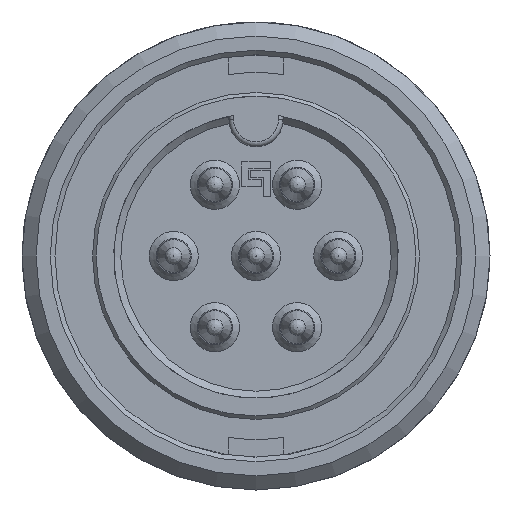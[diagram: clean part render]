
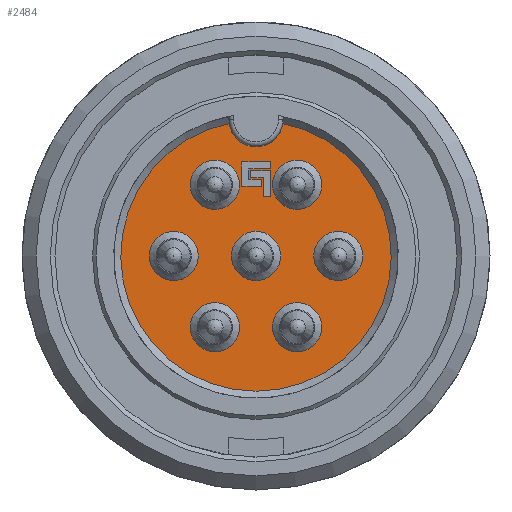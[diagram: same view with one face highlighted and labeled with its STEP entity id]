
A CAD part, left-side view. The second image highlights one B-rep face of the part: STEP entity #2484.
In plain terms, the highlighted planar face has unit normal (-1, 0, 0).
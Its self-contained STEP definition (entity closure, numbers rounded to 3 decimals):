
#572=LINE('',#11477,#1187);
#573=LINE('',#11480,#1188);
#574=LINE('',#11482,#1189);
#575=LINE('',#11484,#1190);
#576=LINE('',#11486,#1191);
#577=LINE('',#11488,#1192);
#578=LINE('',#11490,#1193);
#579=LINE('',#11492,#1194);
#580=LINE('',#11497,#1195);
#581=LINE('',#11500,#1196);
#582=LINE('',#11502,#1197);
#583=LINE('',#11504,#1198);
#584=LINE('',#11506,#1199);
#585=LINE('',#11508,#1200);
#1187=VECTOR('',#8570,1.);
#1188=VECTOR('',#8571,1.);
#1189=VECTOR('',#8572,1.);
#1190=VECTOR('',#8573,1.);
#1191=VECTOR('',#8574,1.);
#1192=VECTOR('',#8575,1.);
#1193=VECTOR('',#8576,1.);
#1194=VECTOR('',#8577,1.);
#1195=VECTOR('',#8582,1.);
#1196=VECTOR('',#8583,1.);
#1197=VECTOR('',#8584,1.);
#1198=VECTOR('',#8585,1.);
#1199=VECTOR('',#8586,1.);
#1200=VECTOR('',#8587,1.);
#2134=PLANE('',#7269);
#2484=ADVANCED_FACE('',(#2656,#2657,#2658,#2659,#2660,#2661,#2662,#2663,
#2664,#2665),#2134,.F.);
#2656=FACE_BOUND('',#3053,.T.);
#2657=FACE_BOUND('',#3054,.T.);
#2658=FACE_BOUND('',#3055,.T.);
#2659=FACE_BOUND('',#3056,.T.);
#2660=FACE_BOUND('',#3057,.T.);
#2661=FACE_BOUND('',#3058,.T.);
#2662=FACE_BOUND('',#3059,.T.);
#2663=FACE_BOUND('',#3060,.T.);
#2664=FACE_BOUND('',#3061,.T.);
#2665=FACE_BOUND('',#3062,.T.);
#3053=EDGE_LOOP('',(#4788));
#3054=EDGE_LOOP('',(#4789));
#3055=EDGE_LOOP('',(#4790));
#3056=EDGE_LOOP('',(#4791));
#3057=EDGE_LOOP('',(#4792));
#3058=EDGE_LOOP('',(#4793));
#3059=EDGE_LOOP('',(#4794));
#3060=EDGE_LOOP('',(#4795,#4796,#4797,#4798,#4799,#4800,#4801,#4802));
#3061=EDGE_LOOP('',(#4803,#4804));
#3062=EDGE_LOOP('',(#4805,#4806,#4807,#4808,#4809,#4810));
#4788=ORIENTED_EDGE('',*,*,#6646,.T.);
#4789=ORIENTED_EDGE('',*,*,#6647,.T.);
#4790=ORIENTED_EDGE('',*,*,#6648,.T.);
#4791=ORIENTED_EDGE('',*,*,#6649,.F.);
#4792=ORIENTED_EDGE('',*,*,#6650,.F.);
#4793=ORIENTED_EDGE('',*,*,#6651,.F.);
#4794=ORIENTED_EDGE('',*,*,#6652,.F.);
#4795=ORIENTED_EDGE('',*,*,#6653,.T.);
#4796=ORIENTED_EDGE('',*,*,#6654,.T.);
#4797=ORIENTED_EDGE('',*,*,#6655,.T.);
#4798=ORIENTED_EDGE('',*,*,#6656,.T.);
#4799=ORIENTED_EDGE('',*,*,#6657,.T.);
#4800=ORIENTED_EDGE('',*,*,#6658,.T.);
#4801=ORIENTED_EDGE('',*,*,#6659,.T.);
#4802=ORIENTED_EDGE('',*,*,#6660,.T.);
#4803=ORIENTED_EDGE('',*,*,#6661,.T.);
#4804=ORIENTED_EDGE('',*,*,#6662,.T.);
#4805=ORIENTED_EDGE('',*,*,#6663,.F.);
#4806=ORIENTED_EDGE('',*,*,#6664,.F.);
#4807=ORIENTED_EDGE('',*,*,#6665,.F.);
#4808=ORIENTED_EDGE('',*,*,#6666,.F.);
#4809=ORIENTED_EDGE('',*,*,#6667,.F.);
#4810=ORIENTED_EDGE('',*,*,#6668,.F.);
#5715=VERTEX_POINT('',#11464);
#5716=VERTEX_POINT('',#11466);
#5717=VERTEX_POINT('',#11468);
#5718=VERTEX_POINT('',#11470);
#5719=VERTEX_POINT('',#11472);
#5720=VERTEX_POINT('',#11474);
#5721=VERTEX_POINT('',#11476);
#5722=VERTEX_POINT('',#11478);
#5723=VERTEX_POINT('',#11479);
#5724=VERTEX_POINT('',#11481);
#5725=VERTEX_POINT('',#11483);
#5726=VERTEX_POINT('',#11485);
#5727=VERTEX_POINT('',#11487);
#5728=VERTEX_POINT('',#11489);
#5729=VERTEX_POINT('',#11491);
#5730=VERTEX_POINT('',#11494);
#5731=VERTEX_POINT('',#11495);
#5732=VERTEX_POINT('',#11498);
#5733=VERTEX_POINT('',#11499);
#5734=VERTEX_POINT('',#11501);
#5735=VERTEX_POINT('',#11503);
#5736=VERTEX_POINT('',#11505);
#5737=VERTEX_POINT('',#11507);
#6646=EDGE_CURVE('',#5715,#5715,#6875,.T.);
#6647=EDGE_CURVE('',#5716,#5716,#6876,.T.);
#6648=EDGE_CURVE('',#5717,#5717,#6877,.T.);
#6649=EDGE_CURVE('',#5718,#5718,#6878,.T.);
#6650=EDGE_CURVE('',#5719,#5719,#6879,.T.);
#6651=EDGE_CURVE('',#5720,#5720,#6880,.T.);
#6652=EDGE_CURVE('',#5721,#5721,#6881,.T.);
#6653=EDGE_CURVE('',#5722,#5723,#572,.T.);
#6654=EDGE_CURVE('',#5723,#5724,#573,.T.);
#6655=EDGE_CURVE('',#5724,#5725,#574,.T.);
#6656=EDGE_CURVE('',#5725,#5726,#575,.T.);
#6657=EDGE_CURVE('',#5726,#5727,#576,.T.);
#6658=EDGE_CURVE('',#5727,#5728,#577,.T.);
#6659=EDGE_CURVE('',#5728,#5729,#578,.T.);
#6660=EDGE_CURVE('',#5729,#5722,#579,.T.);
#6661=EDGE_CURVE('',#5730,#5731,#6882,.T.);
#6662=EDGE_CURVE('',#5731,#5730,#6883,.T.);
#6663=EDGE_CURVE('',#5732,#5733,#580,.T.);
#6664=EDGE_CURVE('',#5734,#5732,#581,.T.);
#6665=EDGE_CURVE('',#5735,#5734,#582,.T.);
#6666=EDGE_CURVE('',#5736,#5735,#583,.T.);
#6667=EDGE_CURVE('',#5737,#5736,#584,.T.);
#6668=EDGE_CURVE('',#5733,#5737,#585,.T.);
#6875=CIRCLE('',#7260,1.045);
#6876=CIRCLE('',#7261,1.045);
#6877=CIRCLE('',#7262,1.045);
#6878=CIRCLE('',#7263,1.045);
#6879=CIRCLE('',#7264,1.045);
#6880=CIRCLE('',#7265,1.045);
#6881=CIRCLE('',#7266,1.045);
#6882=CIRCLE('',#7267,1.15);
#6883=CIRCLE('',#7268,5.75);
#7260=AXIS2_PLACEMENT_3D('',#11463,#8556,#8557);
#7261=AXIS2_PLACEMENT_3D('',#11465,#8558,#8559);
#7262=AXIS2_PLACEMENT_3D('',#11467,#8560,#8561);
#7263=AXIS2_PLACEMENT_3D('',#11469,#8562,#8563);
#7264=AXIS2_PLACEMENT_3D('',#11471,#8564,#8565);
#7265=AXIS2_PLACEMENT_3D('',#11473,#8566,#8567);
#7266=AXIS2_PLACEMENT_3D('',#11475,#8568,#8569);
#7267=AXIS2_PLACEMENT_3D('',#11493,#8578,#8579);
#7268=AXIS2_PLACEMENT_3D('',#11496,#8580,#8581);
#7269=AXIS2_PLACEMENT_3D('',#11509,#8588,#8589);
#8556=DIRECTION('',(1.,0.,0.));
#8557=DIRECTION('',(0.,0.,1.));
#8558=DIRECTION('',(1.,0.,0.));
#8559=DIRECTION('',(0.,0.,1.));
#8560=DIRECTION('',(1.,0.,0.));
#8561=DIRECTION('',(0.,0.,1.));
#8562=DIRECTION('',(-1.,0.,0.));
#8563=DIRECTION('',(0.,0.,1.));
#8564=DIRECTION('',(-1.,0.,0.));
#8565=DIRECTION('',(0.,0.,1.));
#8566=DIRECTION('',(-1.,0.,0.));
#8567=DIRECTION('',(0.,0.,1.));
#8568=DIRECTION('',(-1.,0.,0.));
#8569=DIRECTION('',(0.,0.,1.));
#8570=DIRECTION('',(0.,0.,-1.));
#8571=DIRECTION('',(0.,-1.,0.));
#8572=DIRECTION('',(0.,0.,-1.));
#8573=DIRECTION('',(0.,1.,0.));
#8574=DIRECTION('',(0.,0.,1.));
#8575=DIRECTION('',(0.,-1.,0.));
#8576=DIRECTION('',(0.,0.,-1.));
#8577=DIRECTION('',(0.,1.,0.));
#8578=DIRECTION('',(1.,0.,0.));
#8579=DIRECTION('',(0.,-1.,0.));
#8580=DIRECTION('',(-1.,0.,0.));
#8581=DIRECTION('',(0.,0.,-1.));
#8582=DIRECTION('',(0.,0.,-1.));
#8583=DIRECTION('',(0.,-1.,0.));
#8584=DIRECTION('',(0.,0.,-1.));
#8585=DIRECTION('',(0.,1.,0.));
#8586=DIRECTION('',(0.,0.,1.));
#8587=DIRECTION('',(0.,-1.,0.));
#8588=DIRECTION('',(1.,0.,0.));
#8589=DIRECTION('',(0.,0.,-1.));
#11463=CARTESIAN_POINT('',(8.7,1.75,3.03));
#11464=CARTESIAN_POINT('',(8.7,1.75,4.075));
#11465=CARTESIAN_POINT('',(8.7,3.5,0.));
#11466=CARTESIAN_POINT('',(8.7,3.5,1.045));
#11467=CARTESIAN_POINT('',(8.7,1.75,-3.03));
#11468=CARTESIAN_POINT('',(8.7,1.75,-1.985));
#11469=CARTESIAN_POINT('',(8.7,-1.75,3.03));
#11470=CARTESIAN_POINT('',(8.7,-1.75,4.075));
#11471=CARTESIAN_POINT('',(8.7,-3.5,0.));
#11472=CARTESIAN_POINT('',(8.7,-3.5,1.045));
#11473=CARTESIAN_POINT('',(8.7,-1.75,-3.03));
#11474=CARTESIAN_POINT('',(8.7,-1.75,-1.985));
#11475=CARTESIAN_POINT('',(8.7,0.,0.));
#11476=CARTESIAN_POINT('',(8.7,0.,1.045));
#11477=CARTESIAN_POINT('',(8.7,0.305,3.7));
#11478=CARTESIAN_POINT('',(8.7,0.305,3.7));
#11479=CARTESIAN_POINT('',(8.7,0.305,3.26));
#11480=CARTESIAN_POINT('',(8.7,0.305,3.26));
#11481=CARTESIAN_POINT('',(8.7,-0.245,3.26));
#11482=CARTESIAN_POINT('',(8.7,-0.245,3.26));
#11483=CARTESIAN_POINT('',(8.7,-0.245,2.96));
#11484=CARTESIAN_POINT('',(8.7,-0.245,2.96));
#11485=CARTESIAN_POINT('',(8.7,0.605,2.96));
#11486=CARTESIAN_POINT('',(8.7,0.605,2.96));
#11487=CARTESIAN_POINT('',(8.7,0.605,4.));
#11488=CARTESIAN_POINT('',(8.7,0.605,4.));
#11489=CARTESIAN_POINT('',(8.7,-0.625,4.));
#11490=CARTESIAN_POINT('',(8.7,-0.625,4.));
#11491=CARTESIAN_POINT('',(8.7,-0.625,3.7));
#11492=CARTESIAN_POINT('',(8.7,-0.625,3.7));
#11493=CARTESIAN_POINT('',(8.7,0.,5.8));
#11494=CARTESIAN_POINT('',(8.7,-1.138,5.636));
#11495=CARTESIAN_POINT('',(8.7,1.138,5.636));
#11496=CARTESIAN_POINT('',(8.7,0.,0.));
#11497=CARTESIAN_POINT('',(8.7,-0.315,3.33));
#11498=CARTESIAN_POINT('',(8.7,-0.315,3.33));
#11499=CARTESIAN_POINT('',(8.7,-0.315,2.51));
#11500=CARTESIAN_POINT('',(8.7,0.235,3.33));
#11501=CARTESIAN_POINT('',(8.7,0.235,3.33));
#11502=CARTESIAN_POINT('',(8.7,0.235,3.63));
#11503=CARTESIAN_POINT('',(8.7,0.235,3.63));
#11504=CARTESIAN_POINT('',(8.7,-0.615,3.63));
#11505=CARTESIAN_POINT('',(8.7,-0.615,3.63));
#11506=CARTESIAN_POINT('',(8.7,-0.615,2.51));
#11507=CARTESIAN_POINT('',(8.7,-0.615,2.51));
#11508=CARTESIAN_POINT('',(8.7,-0.315,2.51));
#11509=CARTESIAN_POINT('',(8.7,0.,0.));
